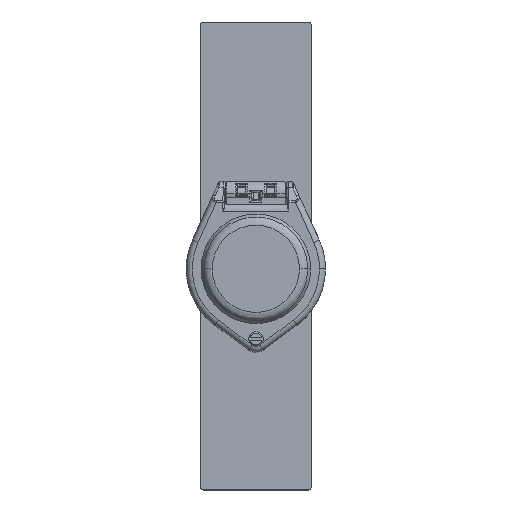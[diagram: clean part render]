
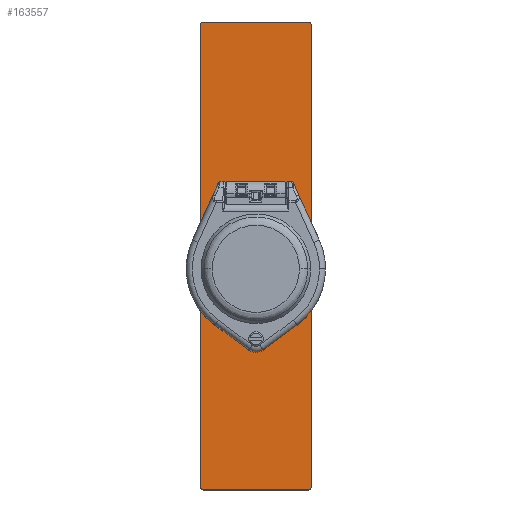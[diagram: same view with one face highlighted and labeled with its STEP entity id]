
A CAD part, top view. The second image highlights one B-rep face of the part: STEP entity #163557.
In plain terms, the highlighted planar face has unit normal (0, 0, 1).
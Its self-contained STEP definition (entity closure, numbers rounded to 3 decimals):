
#5773 = CARTESIAN_POINT ( 'NONE',  ( -53.028, -69.132, 1.524 ) ) ;
#12840 = CARTESIAN_POINT ( 'NONE',  ( -51.821, 132.494, 1.524 ) ) ;
#26819 = ORIENTED_EDGE ( 'NONE', *, *, #97348, .T. ) ;
#33763 = ORIENTED_EDGE ( 'NONE', *, *, #364766, .T. ) ;
#36837 = DIRECTION ( 'NONE',  ( 0., 1., 0. ) ) ;
#44915 = CARTESIAN_POINT ( 'NONE',  ( -98.875, -69.132, 1.524 ) ) ;
#60830 = CARTESIAN_POINT ( 'NONE',  ( -53.028, -69.132, 1.524 ) ) ;
#60912 = AXIS2_PLACEMENT_3D ( 'NONE', #79186, #432224, #168857 ) ;
#63302 = CARTESIAN_POINT ( 'NONE',  ( -98.875, 134.068, 1.524 ) ) ;
#66686 = LINE ( 'NONE', #196901, #279687 ) ;
#72917 = VERTEX_POINT ( 'NONE', #390385 ) ;
#78708 = ORIENTED_EDGE ( 'NONE', *, *, #110664, .T. ) ;
#79186 = CARTESIAN_POINT ( 'NONE',  ( -75.943, 26.829, 1.524 ) ) ;
#97348 = EDGE_CURVE ( 'NONE', #463780, #152908, #66686, .T. ) ;
#110664 = EDGE_CURVE ( 'NONE', #155419, #380423, #150677, .T. ) ;
#124187 = CARTESIAN_POINT ( 'NONE',  ( -51.821, 133.36, 1.524 ) ) ;
#126338 = CIRCLE ( 'NONE', #532926, 20.955 ) ;
#136801 = EDGE_CURVE ( 'NONE', #249364, #404544, #504565, .T. ) ;
#144993 = ORIENTED_EDGE ( 'NONE', *, *, #326878, .T. ) ;
#150642 = DIRECTION ( 'NONE',  ( -1., 0., 0. ) ) ;
#150677 = B_SPLINE_CURVE_WITH_KNOTS ( 'NONE', 3,
 ( #400491, #174803, #530753, #351333 ),
 .UNSPECIFIED., .F., .F.,
 ( 4, 4 ),
 ( 0., 1. ),
 .UNSPECIFIED. ) ;
#152908 = VERTEX_POINT ( 'NONE', #420844 ) ;
#155419 = VERTEX_POINT ( 'NONE', #566208 ) ;
#157047 = B_SPLINE_CURVE_WITH_KNOTS ( 'NONE', 3,
 ( #63302, #459759, #342983, #196363 ),
 .UNSPECIFIED., .F., .F.,
 ( 4, 4 ),
 ( 0., 1. ),
 .UNSPECIFIED. ) ;
#163557 = ADVANCED_FACE ( 'NONE', ( #283678, #286521 ), #460243, .T. ) ;
#166022 = ORIENTED_EDGE ( 'NONE', *, *, #253138, .T. ) ;
#168857 = DIRECTION ( 'NONE',  ( 1., 0., 0. ) ) ;
#170469 = CARTESIAN_POINT ( 'NONE',  ( -51.821, 132.494, 1.524 ) ) ;
#172317 = CARTESIAN_POINT ( 'NONE',  ( -53.028, 134.068, 1.524 ) ) ;
#174803 = CARTESIAN_POINT ( 'NONE',  ( -100.081, -68.423, 1.524 ) ) ;
#183642 = VECTOR ( 'NONE', #36837, 1000. ) ;
#196363 = CARTESIAN_POINT ( 'NONE',  ( -100.081, 132.494, 1.524 ) ) ;
#196901 = CARTESIAN_POINT ( 'NONE',  ( -98.875, 134.068, 1.524 ) ) ;
#200244 = CARTESIAN_POINT ( 'NONE',  ( -54.988, 26.829, 1.524 ) ) ;
#216375 = DIRECTION ( 'NONE',  ( 0., -1., 0. ) ) ;
#235109 = VERTEX_POINT ( 'NONE', #520107 ) ;
#240294 = ORIENTED_EDGE ( 'NONE', *, *, #283419, .T. ) ;
#246896 = VECTOR ( 'NONE', #216375, 1000. ) ;
#249364 = VERTEX_POINT ( 'NONE', #274177 ) ;
#253138 = EDGE_CURVE ( 'NONE', #482615, #463780, #511720, .T. ) ;
#255619 = CARTESIAN_POINT ( 'NONE',  ( -75.943, 26.829, 1.524 ) ) ;
#256938 = LINE ( 'NONE', #433487, #246896 ) ;
#263404 = LINE ( 'NONE', #5773, #330357 ) ;
#265826 = CARTESIAN_POINT ( 'NONE',  ( -53.028, 134.068, 1.524 ) ) ;
#274177 = CARTESIAN_POINT ( 'NONE',  ( -96.898, 26.829, 1.524 ) ) ;
#275039 = CARTESIAN_POINT ( 'NONE',  ( -51.821, -67.558, 1.524 ) ) ;
#278017 = CARTESIAN_POINT ( 'NONE',  ( -99.727, 133.606, 1.524 ) ) ;
#279687 = VECTOR ( 'NONE', #150642, 1000. ) ;
#283419 = EDGE_CURVE ( 'NONE', #380423, #547135, #263404, .T. ) ;
#283678 = FACE_OUTER_BOUND ( 'NONE', #344293, .T. ) ;
#286498 = EDGE_CURVE ( 'NONE', #235109, #155419, #256938, .T. ) ;
#286521 = FACE_BOUND ( 'NONE', #367261, .T. ) ;
#290862 = ORIENTED_EDGE ( 'NONE', *, *, #466345, .F. ) ;
#295600 = ORIENTED_EDGE ( 'NONE', *, *, #406124, .T. ) ;
#309676 = DIRECTION ( 'NONE',  ( 1., 0., 0. ) ) ;
#326878 = EDGE_CURVE ( 'NONE', #72917, #482615, #572152, .T. ) ;
#330357 = VECTOR ( 'NONE', #309676, 1000. ) ;
#342983 = CARTESIAN_POINT ( 'NONE',  ( -100.081, 133.36, 1.524 ) ) ;
#344293 = EDGE_LOOP ( 'NONE', ( #33763, #473912, #78708, #240294, #295600, #144993, #166022, #26819 ) ) ;
#351333 = CARTESIAN_POINT ( 'NONE',  ( -98.875, -69.132, 1.524 ) ) ;
#363057 = ORIENTED_EDGE ( 'NONE', *, *, #136801, .F. ) ;
#364766 = EDGE_CURVE ( 'NONE', #152908, #235109, #157047, .T. ) ;
#367261 = EDGE_LOOP ( 'NONE', ( #363057, #290862 ) ) ;
#380423 = VERTEX_POINT ( 'NONE', #44915 ) ;
#390385 = CARTESIAN_POINT ( 'NONE',  ( -51.821, -67.558, 1.524 ) ) ;
#400491 = CARTESIAN_POINT ( 'NONE',  ( -100.081, -67.558, 1.524 ) ) ;
#402483 = CARTESIAN_POINT ( 'NONE',  ( -52.364, -69.132, 1.524 ) ) ;
#404544 = VERTEX_POINT ( 'NONE', #200244 ) ;
#406124 = EDGE_CURVE ( 'NONE', #547135, #72917, #552469, .T. ) ;
#420844 = CARTESIAN_POINT ( 'NONE',  ( -98.875, 134.068, 1.524 ) ) ;
#432224 = DIRECTION ( 'NONE',  ( 0., 0., 1. ) ) ;
#433487 = CARTESIAN_POINT ( 'NONE',  ( -100.081, -67.558, 1.524 ) ) ;
#448741 = CARTESIAN_POINT ( 'NONE',  ( -51.821, -68.423, 1.524 ) ) ;
#452713 = AXIS2_PLACEMENT_3D ( 'NONE', #278017, #544269, #463097 ) ;
#459759 = CARTESIAN_POINT ( 'NONE',  ( -99.538, 134.068, 1.524 ) ) ;
#460243 = PLANE ( 'NONE',  #452713 ) ;
#463097 = DIRECTION ( 'NONE',  ( 1., 0., 0. ) ) ;
#463780 = VERTEX_POINT ( 'NONE', #172317 ) ;
#466345 = EDGE_CURVE ( 'NONE', #404544, #249364, #126338, .T. ) ;
#473912 = ORIENTED_EDGE ( 'NONE', *, *, #286498, .T. ) ;
#475235 = CARTESIAN_POINT ( 'NONE',  ( -53.028, -69.132, 1.524 ) ) ;
#482615 = VERTEX_POINT ( 'NONE', #12840 ) ;
#504565 = CIRCLE ( 'NONE', #60912, 20.955 ) ;
#511720 = B_SPLINE_CURVE_WITH_KNOTS ( 'NONE', 3,
 ( #170469, #124187, #564150, #265826 ),
 .UNSPECIFIED., .F., .F.,
 ( 4, 4 ),
 ( 0., 1. ),
 .UNSPECIFIED. ) ;
#520107 = CARTESIAN_POINT ( 'NONE',  ( -100.081, 132.494, 1.524 ) ) ;
#522999 = CARTESIAN_POINT ( 'NONE',  ( -51.821, 132.494, 1.524 ) ) ;
#530753 = CARTESIAN_POINT ( 'NONE',  ( -99.538, -69.132, 1.524 ) ) ;
#532926 = AXIS2_PLACEMENT_3D ( 'NONE', #255619, #559631, #556777 ) ;
#544269 = DIRECTION ( 'NONE',  ( 0., 0., 1. ) ) ;
#547135 = VERTEX_POINT ( 'NONE', #475235 ) ;
#552469 = B_SPLINE_CURVE_WITH_KNOTS ( 'NONE', 3,
 ( #60830, #402483, #448741, #275039 ),
 .UNSPECIFIED., .F., .F.,
 ( 4, 4 ),
 ( 0., 1. ),
 .UNSPECIFIED. ) ;
#556777 = DIRECTION ( 'NONE',  ( 1., 0., 0. ) ) ;
#559631 = DIRECTION ( 'NONE',  ( 0., 0., 1. ) ) ;
#564150 = CARTESIAN_POINT ( 'NONE',  ( -52.364, 134.068, 1.524 ) ) ;
#566208 = CARTESIAN_POINT ( 'NONE',  ( -100.081, -67.558, 1.524 ) ) ;
#572152 = LINE ( 'NONE', #522999, #183642 ) ;
